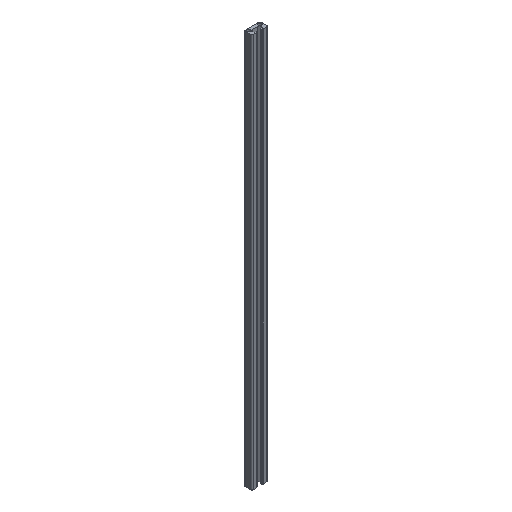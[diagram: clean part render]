
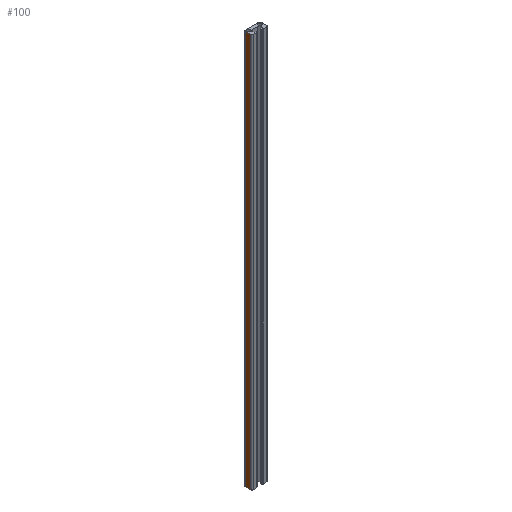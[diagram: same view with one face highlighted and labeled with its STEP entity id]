
A CAD part, isometric view. The second image highlights one B-rep face of the part: STEP entity #100.
In plain terms, the highlighted planar face has unit normal (-1, 0, 0).
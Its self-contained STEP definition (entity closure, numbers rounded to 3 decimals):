
#16 = DIRECTION ( 'NONE',  ( 0., -1., 0. ) ) ;
#36 = LINE ( 'NONE', #943, #486 ) ;
#43 = CARTESIAN_POINT ( 'NONE',  ( -10., 8.5, 250. ) ) ;
#76 = ORIENTED_EDGE ( 'NONE', *, *, #1043, .F. ) ;
#89 = DIRECTION ( 'NONE',  ( 0., 0., -1. ) ) ;
#100 = ADVANCED_FACE ( 'NONE', ( #557 ), #760, .F. ) ;
#101 = VECTOR ( 'NONE', #89, 1000. ) ;
#189 = CARTESIAN_POINT ( 'NONE',  ( -10., 1.5, 250. ) ) ;
#220 = DIRECTION ( 'NONE',  ( 0., 0., -1. ) ) ;
#236 = DIRECTION ( 'NONE',  ( 0., -1., 0. ) ) ;
#288 = VECTOR ( 'NONE', #16, 1000. ) ;
#337 = LINE ( 'NONE', #932, #674 ) ;
#343 = EDGE_CURVE ( 'NONE', #1223, #605, #36, .T. ) ;
#348 = CARTESIAN_POINT ( 'NONE',  ( -10., 8.5, 250. ) ) ;
#372 = VERTEX_POINT ( 'NONE', #844 ) ;
#486 = VECTOR ( 'NONE', #220, 1000. ) ;
#526 = EDGE_CURVE ( 'NONE', #1223, #372, #527, .T. ) ;
#527 = LINE ( 'NONE', #1160, #288 ) ;
#557 = FACE_OUTER_BOUND ( 'NONE', #971, .T. ) ;
#595 = VERTEX_POINT ( 'NONE', #1104 ) ;
#605 = VERTEX_POINT ( 'NONE', #759 ) ;
#674 = VECTOR ( 'NONE', #236, 1000. ) ;
#759 = CARTESIAN_POINT ( 'NONE',  ( -10., 8.5, -250. ) ) ;
#760 = PLANE ( 'NONE',  #1000 ) ;
#844 = CARTESIAN_POINT ( 'NONE',  ( -10., 1.5, 250. ) ) ;
#932 = CARTESIAN_POINT ( 'NONE',  ( -10., 8.5, -250. ) ) ;
#943 = CARTESIAN_POINT ( 'NONE',  ( -10., 8.5, 250. ) ) ;
#949 = ORIENTED_EDGE ( 'NONE', *, *, #526, .F. ) ;
#971 = EDGE_LOOP ( 'NONE', ( #1176, #76, #949, #1024 ) ) ;
#990 = DIRECTION ( 'NONE',  ( 1., 0., 0. ) ) ;
#1000 = AXIS2_PLACEMENT_3D ( 'NONE', #43, #990, #1197 ) ;
#1024 = ORIENTED_EDGE ( 'NONE', *, *, #343, .T. ) ;
#1043 = EDGE_CURVE ( 'NONE', #372, #595, #1342, .T. ) ;
#1104 = CARTESIAN_POINT ( 'NONE',  ( -10., 1.5, -250. ) ) ;
#1160 = CARTESIAN_POINT ( 'NONE',  ( -10., 8.5, 250. ) ) ;
#1176 = ORIENTED_EDGE ( 'NONE', *, *, #1276, .T. ) ;
#1197 = DIRECTION ( 'NONE',  ( 0., 0., -1. ) ) ;
#1223 = VERTEX_POINT ( 'NONE', #348 ) ;
#1276 = EDGE_CURVE ( 'NONE', #605, #595, #337, .T. ) ;
#1342 = LINE ( 'NONE', #189, #101 ) ;
